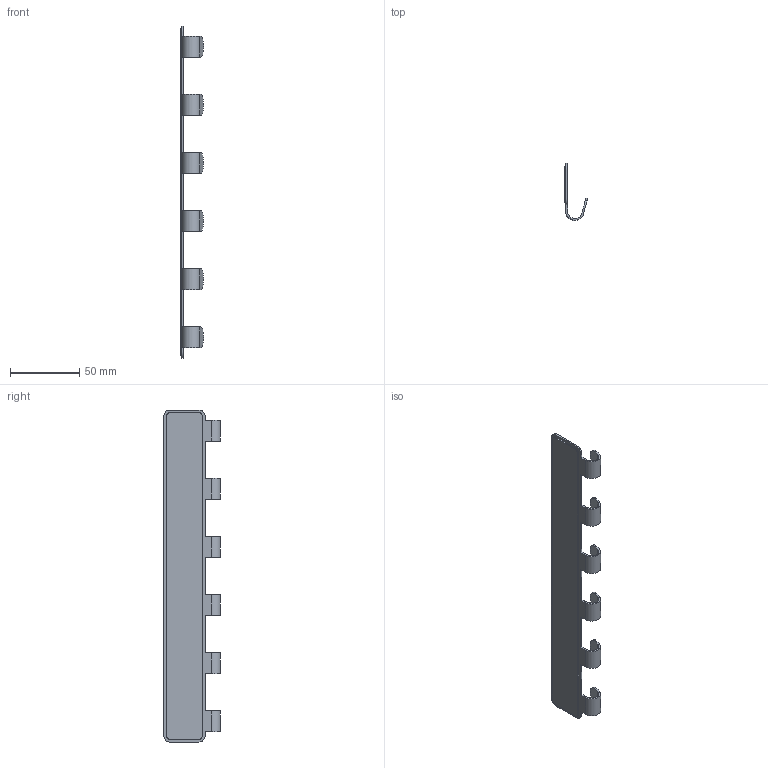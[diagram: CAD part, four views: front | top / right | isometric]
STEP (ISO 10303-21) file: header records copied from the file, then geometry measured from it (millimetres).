
FILE_DESCRIPTION(('Creo Elements/Direct Modeling STEP Export'),'2;1');
FILE_NAME('2178-240.stp','2023-04-07T 7:59:34',(''),(''),'Creo Elements/Direct Modeling STEP processor for AP214 (Solid Model)','Creo Elements/Direct Modeling 20.0 12-Nov-2016 (C) Parametric Technology GmbH','');
FILE_SCHEMA(('AUTOMOTIVE_DESIGN { 1 0 10303 214 1 1 1 1 }'));
Length unit declared in the file: millimetre
Products named in the file (3): Klebeband.2; Haken; FE-9185
Assembly tree (2 placements, depth 2):
  FE-9185
    Haken
    Klebeband.2
Bounding box: 16.67 x 40.99 x 240 mm (x, y, z)
Volume: 18103.8 mm3; surface area: 33799.1 mm2
Topology: 2 solids, 2 shells, 74 faces, 210 edges, 140 vertices
Faces by surface type: plane 42, cylinder 32
Entity records: 2493 total; most frequent: DIRECTION 428, CARTESIAN_POINT 427, ORIENTED_EDGE 420, EDGE_CURVE 210, VECTOR 146, LINE 146, AXIS2_PLACEMENT_3D 141, VERTEX_POINT 140
